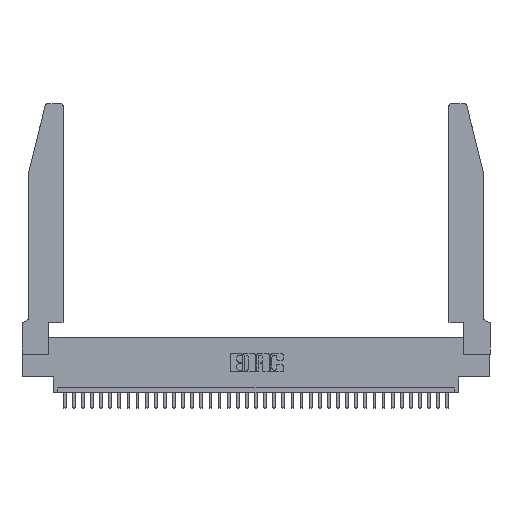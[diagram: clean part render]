
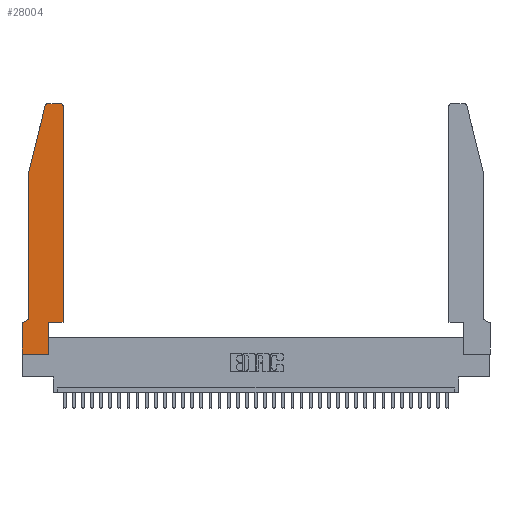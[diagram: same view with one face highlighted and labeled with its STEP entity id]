
A CAD part, top view. The second image highlights one B-rep face of the part: STEP entity #28004.
In plain terms, the highlighted planar face has unit normal (0, 0, 1).
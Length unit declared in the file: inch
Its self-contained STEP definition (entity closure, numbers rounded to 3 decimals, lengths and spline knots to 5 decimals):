
#732 = CARTESIAN_POINT ( 'NONE',  ( 0., 0., 0.37 ) ) ;
#774 = EDGE_CURVE ( 'NONE', #24189, #9785, #18331, .T. ) ;
#1036 = VERTEX_POINT ( 'NONE', #1619 ) ;
#1619 = CARTESIAN_POINT ( 'NONE',  ( 0.0055, 0.35, 0.37 ) ) ;
#1634 = DIRECTION ( 'NONE',  ( -0.239, -0.971, 0. ) ) ;
#2160 = VERTEX_POINT ( 'NONE', #19509 ) ;
#2760 = EDGE_LOOP ( 'NONE', ( #19648, #8329, #17656, #9701, #15948, #5906, #15650, #35814, #20497, #28795, #34020, #6940 ) ) ;
#3281 = CIRCLE ( 'NONE', #11199, 0.07 ) ;
#3429 = CARTESIAN_POINT ( 'NONE',  ( 0.2865, 0.35, 0.37 ) ) ;
#4122 = VERTEX_POINT ( 'NONE', #35481 ) ;
#4414 = DIRECTION ( 'NONE',  ( 1., 0., 0. ) ) ;
#4799 = DIRECTION ( 'NONE',  ( -1., 0., 0. ) ) ;
#4903 = CARTESIAN_POINT ( 'NONE',  ( 0.0055, 0.42, 0.37 ) ) ;
#5293 = EDGE_CURVE ( 'NONE', #4122, #21366, #25620, .T. ) ;
#5906 = ORIENTED_EDGE ( 'NONE', *, *, #31459, .T. ) ;
#6940 = ORIENTED_EDGE ( 'NONE', *, *, #36656, .T. ) ;
#7017 = FACE_OUTER_BOUND ( 'NONE', #2760, .T. ) ;
#7159 = CARTESIAN_POINT ( 'NONE',  ( 0.4205, 2.72, 0.37 ) ) ;
#8329 = ORIENTED_EDGE ( 'NONE', *, *, #31174, .T. ) ;
#8838 = CARTESIAN_POINT ( 'NONE',  ( 0., 0.35, 0.37 ) ) ;
#8931 = CARTESIAN_POINT ( 'NONE',  ( 0.0755, 2., 0.37 ) ) ;
#9701 = ORIENTED_EDGE ( 'NONE', *, *, #34093, .T. ) ;
#9785 = VERTEX_POINT ( 'NONE', #3429 ) ;
#10809 = VERTEX_POINT ( 'NONE', #14732 ) ;
#11199 = AXIS2_PLACEMENT_3D ( 'NONE', #4903, #19414, #36215 ) ;
#11450 = LINE ( 'NONE', #31810, #33875 ) ;
#12182 = VECTOR ( 'NONE', #19657, 39.37008 ) ;
#12601 = EDGE_CURVE ( 'NONE', #32583, #1036, #3281, .T. ) ;
#13036 = CARTESIAN_POINT ( 'NONE',  ( 0.284, 2.75, 0.37 ) ) ;
#13069 = DIRECTION ( 'NONE',  ( 0., 1., 0. ) ) ;
#13727 = LINE ( 'NONE', #21661, #37020 ) ;
#13884 = VERTEX_POINT ( 'NONE', #13036 ) ;
#14207 = DIRECTION ( 'NONE',  ( -1., 0., 0. ) ) ;
#14283 = CARTESIAN_POINT ( 'NONE',  ( 0.4505, 0.35, 0.37 ) ) ;
#14732 = CARTESIAN_POINT ( 'NONE',  ( 0.4205, 2.75, 0.37 ) ) ;
#15256 = DIRECTION ( 'NONE',  ( 0., -1., 0. ) ) ;
#15650 = ORIENTED_EDGE ( 'NONE', *, *, #29858, .T. ) ;
#15948 = ORIENTED_EDGE ( 'NONE', *, *, #12601, .T. ) ;
#16382 = VERTEX_POINT ( 'NONE', #33209 ) ;
#16622 = EDGE_CURVE ( 'NONE', #16382, #18351, #25120, .T. ) ;
#16731 = EDGE_CURVE ( 'NONE', #9785, #16382, #35884, .T. ) ;
#16754 = CARTESIAN_POINT ( 'NONE',  ( 0.0755, 0.42, 0.37 ) ) ;
#17370 = DIRECTION ( 'NONE',  ( 0., -1., 0. ) ) ;
#17424 = CARTESIAN_POINT ( 'NONE',  ( 0.284, 2.72, 0.37 ) ) ;
#17486 = VECTOR ( 'NONE', #34178, 39.37008 ) ;
#17573 = DIRECTION ( 'NONE',  ( 1., 0., 0. ) ) ;
#17656 = ORIENTED_EDGE ( 'NONE', *, *, #5293, .T. ) ;
#18331 = LINE ( 'NONE', #36293, #32661 ) ;
#18351 = VERTEX_POINT ( 'NONE', #24198 ) ;
#18715 = CIRCLE ( 'NONE', #22082, 0.03 ) ;
#19414 = DIRECTION ( 'NONE',  ( 0., 0., -1. ) ) ;
#19509 = CARTESIAN_POINT ( 'NONE',  ( 0., 0., 0.37 ) ) ;
#19648 = ORIENTED_EDGE ( 'NONE', *, *, #21326, .T. ) ;
#19657 = DIRECTION ( 'NONE',  ( 1., 0., 0. ) ) ;
#19881 = LINE ( 'NONE', #36681, #12182 ) ;
#20497 = ORIENTED_EDGE ( 'NONE', *, *, #774, .T. ) ;
#21326 = EDGE_CURVE ( 'NONE', #10809, #13884, #28029, .T. ) ;
#21366 = VERTEX_POINT ( 'NONE', #8931 ) ;
#21661 = CARTESIAN_POINT ( 'NONE',  ( 0.0755, 0.35, 0.37 ) ) ;
#22061 = CARTESIAN_POINT ( 'NONE',  ( 0.2865, 0., 0.37 ) ) ;
#22082 = AXIS2_PLACEMENT_3D ( 'NONE', #17424, #29086, #34576 ) ;
#22465 = EDGE_CURVE ( 'NONE', #2160, #24189, #19881, .T. ) ;
#22475 = CARTESIAN_POINT ( 'NONE',  ( 0.2605, 2.75, 0.37 ) ) ;
#24189 = VERTEX_POINT ( 'NONE', #22061 ) ;
#24198 = CARTESIAN_POINT ( 'NONE',  ( 0.4505, 2.72, 0.37 ) ) ;
#25120 = LINE ( 'NONE', #37067, #17486 ) ;
#25620 = LINE ( 'NONE', #28583, #27840 ) ;
#25936 = DIRECTION ( 'NONE',  ( 1., 0., 0. ) ) ;
#26118 = PLANE ( 'NONE',  #36205 ) ;
#26509 = CIRCLE ( 'NONE', #29227, 0.03 ) ;
#27840 = VECTOR ( 'NONE', #1634, 39.37008 ) ;
#28004 = ADVANCED_FACE ( 'NONE', ( #7017 ), #26118, .T. ) ;
#28029 = LINE ( 'NONE', #22475, #32940 ) ;
#28583 = CARTESIAN_POINT ( 'NONE',  ( 0.0755, 2., 0.37 ) ) ;
#28795 = ORIENTED_EDGE ( 'NONE', *, *, #16731, .T. ) ;
#28808 = VERTEX_POINT ( 'NONE', #34474 ) ;
#29086 = DIRECTION ( 'NONE',  ( 0., 0., 1. ) ) ;
#29227 = AXIS2_PLACEMENT_3D ( 'NONE', #7159, #30325, #4414 ) ;
#29858 = EDGE_CURVE ( 'NONE', #28808, #2160, #35458, .T. ) ;
#30325 = DIRECTION ( 'NONE',  ( 0., 0., 1. ) ) ;
#31174 = EDGE_CURVE ( 'NONE', #13884, #4122, #18715, .T. ) ;
#31459 = EDGE_CURVE ( 'NONE', #1036, #28808, #13727, .T. ) ;
#31810 = CARTESIAN_POINT ( 'NONE',  ( 0.0755, 2., 0.37 ) ) ;
#31880 = DIRECTION ( 'NONE',  ( 0., 0., 1. ) ) ;
#32583 = VERTEX_POINT ( 'NONE', #16754 ) ;
#32661 = VECTOR ( 'NONE', #13069, 39.37008 ) ;
#32940 = VECTOR ( 'NONE', #14207, 39.37008 ) ;
#33209 = CARTESIAN_POINT ( 'NONE',  ( 0.4505, 0.35, 0.37 ) ) ;
#33875 = VECTOR ( 'NONE', #17370, 39.37008 ) ;
#34020 = ORIENTED_EDGE ( 'NONE', *, *, #16622, .T. ) ;
#34093 = EDGE_CURVE ( 'NONE', #21366, #32583, #11450, .T. ) ;
#34178 = DIRECTION ( 'NONE',  ( 0., 1., 0. ) ) ;
#34474 = CARTESIAN_POINT ( 'NONE',  ( 0., 0.35, 0.37 ) ) ;
#34576 = DIRECTION ( 'NONE',  ( 1., 0., 0. ) ) ;
#35007 = VECTOR ( 'NONE', #15256, 39.37008 ) ;
#35458 = LINE ( 'NONE', #732, #35007 ) ;
#35481 = CARTESIAN_POINT ( 'NONE',  ( 0.25487, 2.72718, 0.37 ) ) ;
#35814 = ORIENTED_EDGE ( 'NONE', *, *, #22465, .T. ) ;
#35884 = LINE ( 'NONE', #14283, #37184 ) ;
#36205 = AXIS2_PLACEMENT_3D ( 'NONE', #8838, #31880, #17573 ) ;
#36215 = DIRECTION ( 'NONE',  ( -1., 0., 0. ) ) ;
#36293 = CARTESIAN_POINT ( 'NONE',  ( 0.2865, 0.35, 0.37 ) ) ;
#36656 = EDGE_CURVE ( 'NONE', #18351, #10809, #26509, .T. ) ;
#36681 = CARTESIAN_POINT ( 'NONE',  ( 0., 0., 0.37 ) ) ;
#37020 = VECTOR ( 'NONE', #4799, 39.37008 ) ;
#37067 = CARTESIAN_POINT ( 'NONE',  ( 0.4505, 0.35, 0.37 ) ) ;
#37184 = VECTOR ( 'NONE', #25936, 39.37008 ) ;
